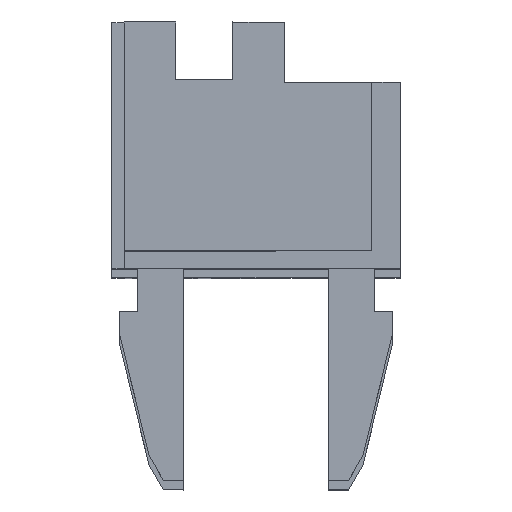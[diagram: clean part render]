
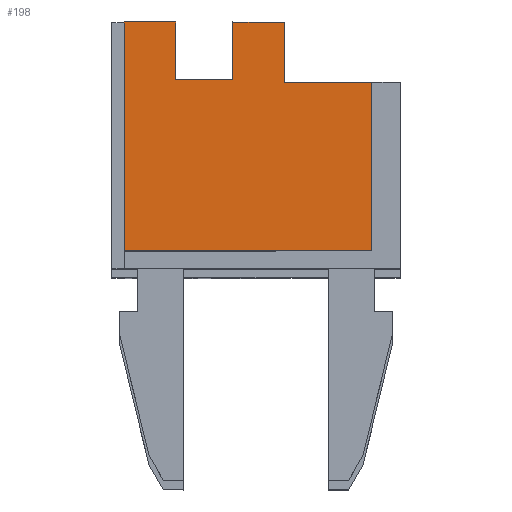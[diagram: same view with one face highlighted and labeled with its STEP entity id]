
A CAD part, top view. The second image highlights one B-rep face of the part: STEP entity #198.
In plain terms, the highlighted free-form (B-spline) face has degree [1, 1] with [2, 2] control points.
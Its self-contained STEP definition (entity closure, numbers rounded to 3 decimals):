
#198=ADVANCED_FACE('',(#462),#463,.F.);
#462=FACE_OUTER_BOUND('',#1178,.T.);
#463=B_SPLINE_SURFACE_WITH_KNOTS('',1,1,((#1179,#1180),(#1181,#1182)),.UNSPECIFIED.,.F.,.F.,.F.,(2,2),(2,2),(0.0,1.0),(5.182,6.339),.UNSPECIFIED.);
#1178=EDGE_LOOP('',(#1933,#1934,#1935,#1936,#1937,#1938,#1939,#1940,#1941,#1942));
#1179=CARTESIAN_POINT('',(-2.07,9.552,13.25));
#1180=CARTESIAN_POINT('',(-2.07,-0.448,13.25));
#1181=CARTESIAN_POINT('',(6.58,9.552,13.25));
#1182=CARTESIAN_POINT('',(6.58,-0.448,13.25));
#1933=ORIENTED_EDGE('',*,*,#2410,.T.);
#1934=ORIENTED_EDGE('',*,*,#2407,.F.);
#1935=ORIENTED_EDGE('',*,*,#2404,.F.);
#1936=ORIENTED_EDGE('',*,*,#2413,.F.);
#1937=ORIENTED_EDGE('',*,*,#2401,.F.);
#1938=ORIENTED_EDGE('',*,*,#2340,.F.);
#1939=ORIENTED_EDGE('',*,*,#2095,.F.);
#1940=ORIENTED_EDGE('',*,*,#2356,.F.);
#1941=ORIENTED_EDGE('',*,*,#2414,.F.);
#1942=ORIENTED_EDGE('',*,*,#2415,.F.);
#2095=EDGE_CURVE('',#2533,#2536,#2537,.T.);
#2340=EDGE_CURVE('',#2536,#2947,#2948,.T.);
#2356=EDGE_CURVE('',#2971,#2533,#2973,.T.);
#2401=EDGE_CURVE('',#2947,#3046,#3047,.T.);
#2404=EDGE_CURVE('',#3050,#3052,#3053,.T.);
#2407=EDGE_CURVE('',#3052,#3057,#3058,.T.);
#2410=EDGE_CURVE('',#3062,#3057,#3063,.T.);
#2413=EDGE_CURVE('',#3046,#3050,#3067,.T.);
#2414=EDGE_CURVE('',#3068,#2971,#3069,.T.);
#2415=EDGE_CURVE('',#3062,#3068,#3070,.T.);
#2533=VERTEX_POINT('',#3330);
#2536=VERTEX_POINT('',#3334);
#2537=B_SPLINE_CURVE_WITH_KNOTS('',1,(#3335,#3336),.UNSPECIFIED.,.F.,.F.,(2,2),(0.0,1.0),.UNSPECIFIED.);
#2947=VERTEX_POINT('',#4010);
#2948=B_SPLINE_CURVE_WITH_KNOTS('',1,(#4011,#4012),.UNSPECIFIED.,.F.,.F.,(2,2),(0.0,1.0),.UNSPECIFIED.);
#2971=VERTEX_POINT('',#4049);
#2973=B_SPLINE_CURVE_WITH_KNOTS('',1,(#4052,#4053),.UNSPECIFIED.,.F.,.F.,(2,2),(0.0,1.0),.UNSPECIFIED.);
#3046=VERTEX_POINT('',#4170);
#3047=B_SPLINE_CURVE_WITH_KNOTS('',1,(#4171,#4172),.UNSPECIFIED.,.F.,.F.,(2,2),(0.0,1.0),.UNSPECIFIED.);
#3050=VERTEX_POINT('',#4176);
#3052=VERTEX_POINT('',#4179);
#3053=B_SPLINE_CURVE_WITH_KNOTS('',1,(#4180,#4181),.UNSPECIFIED.,.F.,.F.,(2,2),(0.0,1.0),.UNSPECIFIED.);
#3057=VERTEX_POINT('',#4187);
#3058=B_SPLINE_CURVE_WITH_KNOTS('',1,(#4188,#4189),.UNSPECIFIED.,.F.,.F.,(2,2),(0.0,1.0),.UNSPECIFIED.);
#3062=VERTEX_POINT('',#4195);
#3063=B_SPLINE_CURVE_WITH_KNOTS('',1,(#4196,#4197),.UNSPECIFIED.,.F.,.F.,(2,2),(0.462,0.521),.UNSPECIFIED.);
#3067=B_SPLINE_CURVE_WITH_KNOTS('',1,(#4203,#4204),.UNSPECIFIED.,.F.,.F.,(2,2),(0.0,1.0),.UNSPECIFIED.);
#3068=VERTEX_POINT('',#4205);
#3069=B_SPLINE_CURVE_WITH_KNOTS('',1,(#4206,#4207),.UNSPECIFIED.,.F.,.F.,(2,2),(0.462,0.542),.UNSPECIFIED.);
#3070=B_SPLINE_CURVE_WITH_KNOTS('',1,(#4208,#4209),.UNSPECIFIED.,.F.,.F.,(2,2),(0.058,0.248),.UNSPECIFIED.);
#3330=CARTESIAN_POINT('',(-0.271,8.552,13.25));
#3334=CARTESIAN_POINT('',(-0.271,6.55,13.25));
#3335=CARTESIAN_POINT('',(-0.271,8.552,13.25));
#3336=CARTESIAN_POINT('',(-0.271,6.55,13.25));
#4010=CARTESIAN_POINT('',(1.731,6.55,13.25));
#4011=CARTESIAN_POINT('',(-0.271,6.55,13.25));
#4012=CARTESIAN_POINT('',(1.731,6.55,13.25));
#4049=CARTESIAN_POINT('',(-2.07,8.552,13.25));
#4052=CARTESIAN_POINT('',(-2.07,8.552,13.25));
#4053=CARTESIAN_POINT('',(-0.271,8.552,13.25));
#4170=CARTESIAN_POINT('',(1.731,8.552,13.25));
#4171=CARTESIAN_POINT('',(1.731,6.55,13.25));
#4172=CARTESIAN_POINT('',(1.731,8.552,13.25));
#4176=CARTESIAN_POINT('',(3.53,8.552,13.25));
#4179=CARTESIAN_POINT('',(3.53,6.452,13.25));
#4180=CARTESIAN_POINT('',(3.53,8.552,13.25));
#4181=CARTESIAN_POINT('',(3.53,6.452,13.25));
#4187=CARTESIAN_POINT('',(6.58,6.452,13.25));
#4188=CARTESIAN_POINT('',(3.53,6.452,13.25));
#4189=CARTESIAN_POINT('',(6.58,6.452,13.25));
#4195=CARTESIAN_POINT('',(6.58,0.552,13.25));
#4196=CARTESIAN_POINT('',(6.58,0.552,13.25));
#4197=CARTESIAN_POINT('',(6.58,6.452,13.25));
#4203=CARTESIAN_POINT('',(1.731,8.552,13.25));
#4204=CARTESIAN_POINT('',(3.53,8.552,13.25));
#4205=CARTESIAN_POINT('',(-2.07,0.552,13.25));
#4206=CARTESIAN_POINT('',(-2.07,0.552,13.25));
#4207=CARTESIAN_POINT('',(-2.07,8.552,13.25));
#4208=CARTESIAN_POINT('',(6.58,0.552,13.25));
#4209=CARTESIAN_POINT('',(-2.07,0.552,13.25));
